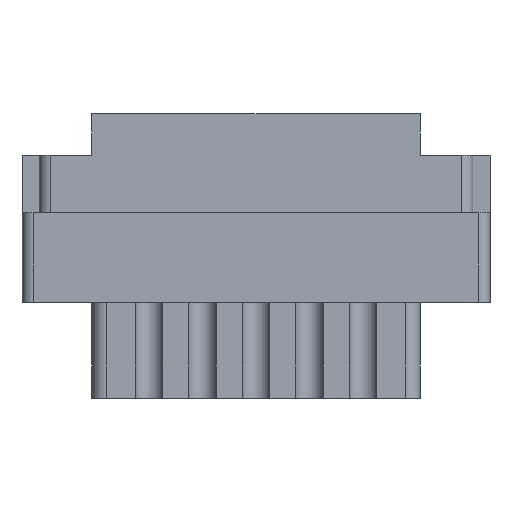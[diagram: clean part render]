
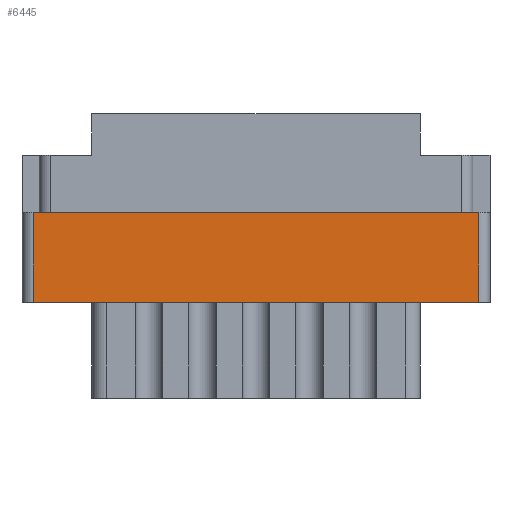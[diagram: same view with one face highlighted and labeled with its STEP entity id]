
A CAD part, front view. The second image highlights one B-rep face of the part: STEP entity #6445.
In plain terms, the highlighted planar face has unit normal (0, -1, 0).
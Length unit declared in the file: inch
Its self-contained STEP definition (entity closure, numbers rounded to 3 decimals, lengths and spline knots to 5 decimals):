
#177 = CARTESIAN_POINT ( 'NONE',  ( 0.624, -0.343, -0.529 ) ) ;
#2517 = DIRECTION ( 'NONE',  ( 0., 0., -1. ) ) ;
#2834 = LINE ( 'NONE', #12982, #14979 ) ;
#2997 = VERTEX_POINT ( 'NONE', #15532 ) ;
#3280 = EDGE_CURVE ( 'NONE', #12730, #3678, #12708, .T. ) ;
#3678 = VERTEX_POINT ( 'NONE', #6443 ) ;
#6089 = CARTESIAN_POINT ( 'NONE',  ( -0.656, -0.343, -0.798 ) ) ;
#6443 = CARTESIAN_POINT ( 'NONE',  ( -0.624, -0.343, -0.529 ) ) ;
#6445 = ADVANCED_FACE ( 'NONE', ( #20246 ), #11081, .T. ) ;
#6494 = ORIENTED_EDGE ( 'NONE', *, *, #7445, .T. ) ;
#7305 = VERTEX_POINT ( 'NONE', #15835 ) ;
#7445 = EDGE_CURVE ( 'NONE', #12730, #2997, #2834, .T. ) ;
#8001 = LINE ( 'NONE', #8724, #10735 ) ;
#8703 = EDGE_CURVE ( 'NONE', #7305, #3678, #8001, .T. ) ;
#8724 = CARTESIAN_POINT ( 'NONE',  ( -0.624, -0.343, -0.798 ) ) ;
#10735 = VECTOR ( 'NONE', #2517, 39.37008 ) ;
#10740 = VECTOR ( 'NONE', #11932, 39.37008 ) ;
#10796 = DIRECTION ( 'NONE',  ( 1., 0., 0. ) ) ;
#10944 = DIRECTION ( 'NONE',  ( 0., -1., 0. ) ) ;
#10971 = VECTOR ( 'NONE', #10796, 39.37008 ) ;
#11081 = PLANE ( 'NONE',  #16420 ) ;
#11485 = DIRECTION ( 'NONE',  ( 0., 0., 1. ) ) ;
#11932 = DIRECTION ( 'NONE',  ( -1., 0., 0. ) ) ;
#12174 = ORIENTED_EDGE ( 'NONE', *, *, #8703, .T. ) ;
#12459 = DIRECTION ( 'NONE',  ( 0., 0., -1. ) ) ;
#12708 = LINE ( 'NONE', #19799, #10740 ) ;
#12730 = VERTEX_POINT ( 'NONE', #177 ) ;
#12982 = CARTESIAN_POINT ( 'NONE',  ( 0.624, -0.343, -0.798 ) ) ;
#14158 = CARTESIAN_POINT ( 'NONE',  ( 0., -0.343, -0.277 ) ) ;
#14979 = VECTOR ( 'NONE', #11485, 39.37008 ) ;
#15532 = CARTESIAN_POINT ( 'NONE',  ( 0.624, -0.343, -0.277 ) ) ;
#15835 = CARTESIAN_POINT ( 'NONE',  ( -0.624, -0.343, -0.277 ) ) ;
#16354 = EDGE_LOOP ( 'NONE', ( #20403, #12174, #17325, #6494 ) ) ;
#16415 = LINE ( 'NONE', #14158, #10971 ) ;
#16420 = AXIS2_PLACEMENT_3D ( 'NONE', #6089, #10944, #12459 ) ;
#17325 = ORIENTED_EDGE ( 'NONE', *, *, #3280, .F. ) ;
#17829 = EDGE_CURVE ( 'NONE', #7305, #2997, #16415, .T. ) ;
#19799 = CARTESIAN_POINT ( 'NONE',  ( 0., -0.343, -0.529 ) ) ;
#20246 = FACE_OUTER_BOUND ( 'NONE', #16354, .T. ) ;
#20403 = ORIENTED_EDGE ( 'NONE', *, *, #17829, .F. ) ;
